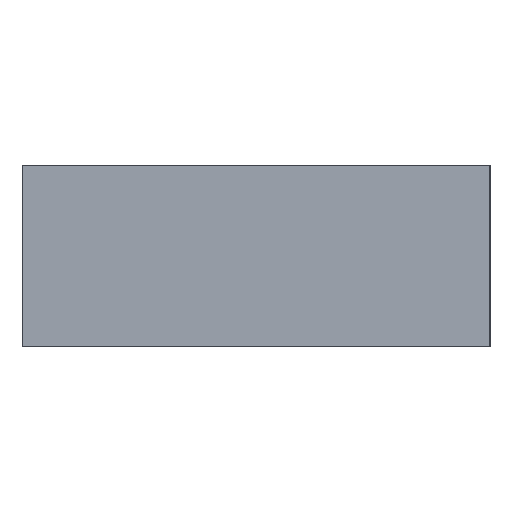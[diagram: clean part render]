
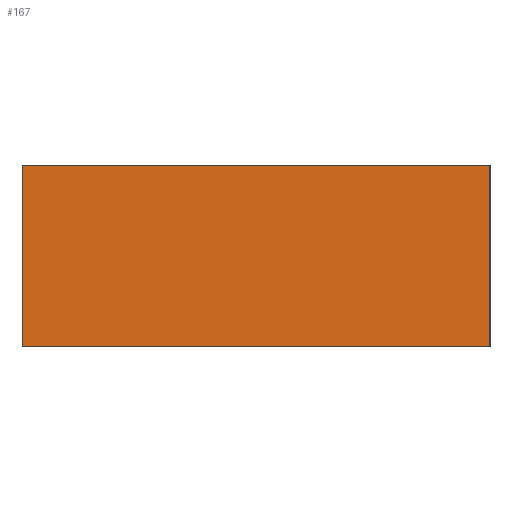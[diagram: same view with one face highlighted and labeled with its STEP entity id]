
A CAD part, left-side view. The second image highlights one B-rep face of the part: STEP entity #167.
In plain terms, the highlighted planar face has unit normal (-1, 0, 0).
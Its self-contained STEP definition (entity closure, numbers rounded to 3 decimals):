
#24=FACE_OUTER_BOUND('',#35,.T.);
#35=EDGE_LOOP('',(#129,#130,#131,#132));
#43=LINE('',#836,#57);
#44=LINE('',#838,#58);
#45=LINE('',#840,#59);
#46=LINE('',#841,#60);
#57=VECTOR('',#209,10.);
#58=VECTOR('',#210,10.);
#59=VECTOR('',#211,10.);
#60=VECTOR('',#212,10.);
#82=VERTEX_POINT('',#834);
#83=VERTEX_POINT('',#835);
#84=VERTEX_POINT('',#837);
#85=VERTEX_POINT('',#839);
#99=EDGE_CURVE('',#82,#83,#43,.T.);
#100=EDGE_CURVE('',#82,#84,#44,.T.);
#101=EDGE_CURVE('',#85,#84,#45,.T.);
#102=EDGE_CURVE('',#83,#85,#46,.T.);
#129=ORIENTED_EDGE('',*,*,#99,.F.);
#130=ORIENTED_EDGE('',*,*,#100,.T.);
#131=ORIENTED_EDGE('',*,*,#101,.F.);
#132=ORIENTED_EDGE('',*,*,#102,.F.);
#156=PLANE('',#191);
#167=ADVANCED_FACE('',(#24),#156,.T.);
#191=AXIS2_PLACEMENT_3D('',#833,#207,#208);
#207=DIRECTION('center_axis',(-1.,0.,0.));
#208=DIRECTION('ref_axis',(0.,-1.,0.));
#209=DIRECTION('',(0.,1.,0.));
#210=DIRECTION('',(0.,0.,1.));
#211=DIRECTION('',(0.,-1.,0.));
#212=DIRECTION('',(0.,0.,1.));
#833=CARTESIAN_POINT('Origin',(-300.,335.,0.));
#834=CARTESIAN_POINT('',(-300.,0.,0.));
#835=CARTESIAN_POINT('',(-300.,335.,0.));
#836=CARTESIAN_POINT('',(-300.,0.,0.));
#837=CARTESIAN_POINT('',(-300.,0.,130.));
#838=CARTESIAN_POINT('',(-300.,0.,0.));
#839=CARTESIAN_POINT('',(-300.,335.,130.));
#840=CARTESIAN_POINT('',(-300.,0.,130.));
#841=CARTESIAN_POINT('',(-300.,335.,0.));
